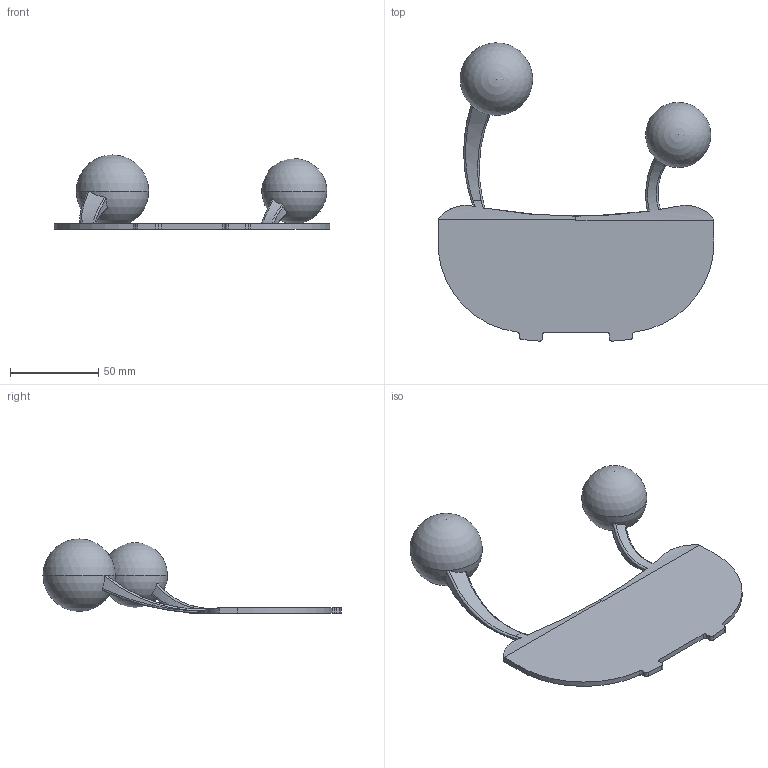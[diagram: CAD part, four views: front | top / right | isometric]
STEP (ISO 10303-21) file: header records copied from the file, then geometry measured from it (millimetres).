
FILE_DESCRIPTION (( 'STEP AP203' ), '1' );
FILE_NAME ('P26_Hat_3D-Paxi.step', '2020-03-06T13:29:54', ( '' ), ( '' ), 'SwSTEP 2.0', 'SolidWorks 2018', '' );
FILE_SCHEMA (( 'CONFIG_CONTROL_DESIGN' ));
Length unit declared in the file: millimetre
Products named in the file (1): P26_Hat_3D-Paxi
Bounding box: 156.47 x 169.09 x 42.05 mm (x, y, z)
Volume: 95097.7 mm3; surface area: 32568.5 mm2
Topology: 3 solids, 3 shells, 64 faces, 179 edges, 117 vertices
Faces by surface type: cylinder 28, plane 12, sphere 10, bspline 8, torus 6
Entity records: 2977 total; most frequent: CARTESIAN_POINT 1407, ORIENTED_EDGE 338, DIRECTION 283, EDGE_CURVE 169, AXIS2_PLACEMENT_3D 114, VERTEX_POINT 111, FACE_OUTER_BOUND 64, ADVANCED_FACE 64
